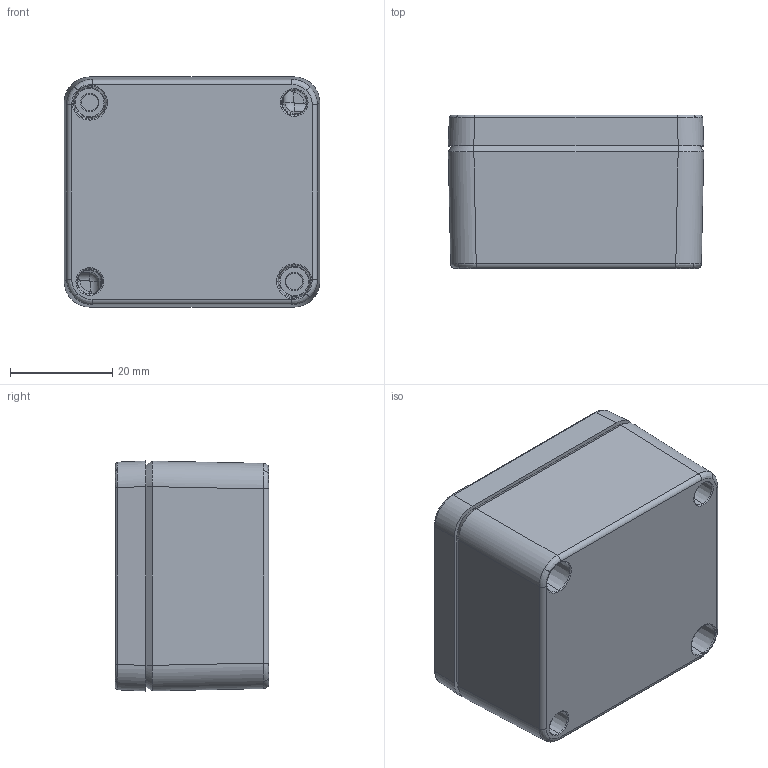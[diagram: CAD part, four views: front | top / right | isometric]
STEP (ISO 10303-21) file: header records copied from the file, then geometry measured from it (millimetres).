
FILE_DESCRIPTION (( 'STEP AP214' ), '1' );
FILE_NAME ('01050503.STEP', '2009-03-06T11:32:27', ( ' ' ), ( '' ), 'SwSTEP 2.0', 'SolidWorks 2008', '' );
FILE_SCHEMA (( 'AUTOMOTIVE_DESIGN' ));
Length unit declared in the file: millimetre
Products named in the file (6): 82007_Standard; 02008_Standard; 01050503; 93132_Standard; 01008_Standard
Assembly tree (5 placements, depth 2):
  01050503
    01008_Standard
    93132_Standard
    02008_Standard
    82007_Standard
    93132_Standard
Bounding box: 50 x 30 x 45 mm (x, y, z)
Volume: 24108.1 mm3; surface area: 21705.2 mm2
Topology: 5 solids, 5 shells, 680 faces, 1618 edges, 944 vertices
Faces by surface type: bspline 197, cylinder 196, plane 147, torus 80, cone 60
Entity records: 26770 total; most frequent: CARTESIAN_POINT 12378, ORIENTED_EDGE 3192, DIRECTION 2729, EDGE_CURVE 1596, AXIS2_PLACEMENT_3D 1053, VERTEX_POINT 944, EDGE_LOOP 710, ADVANCED_FACE 680
